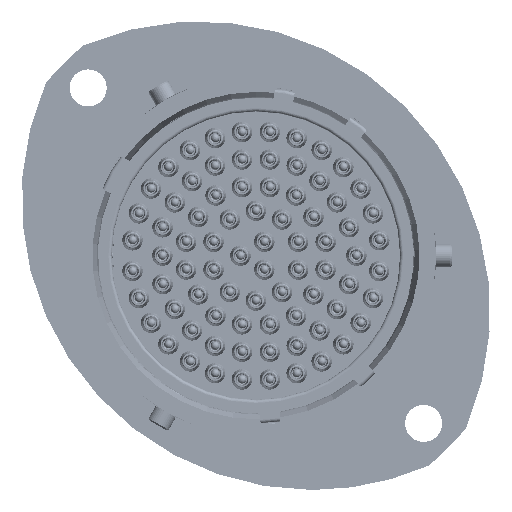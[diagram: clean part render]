
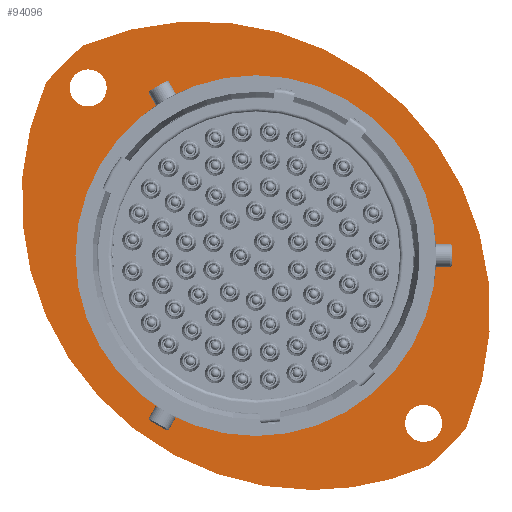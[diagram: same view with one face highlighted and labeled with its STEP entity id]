
A CAD part, left-side view. The second image highlights one B-rep face of the part: STEP entity #94096.
In plain terms, the highlighted planar face has unit normal (-1, 0, 0).
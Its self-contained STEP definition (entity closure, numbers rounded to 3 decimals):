
#488 = CARTESIAN_POINT ( 'NONE',  ( 4.955, 22.618, 13.125 ) ) ;
#1364 = CIRCLE ( 'NONE', #98010, 1.625 ) ;
#6039 = CARTESIAN_POINT ( 'NONE',  ( 4.955, 2.961, 4.992 ) ) ;
#6801 = DIRECTION ( 'NONE',  ( 0., 0., -1. ) ) ;
#6997 = VERTEX_POINT ( 'NONE', #85004 ) ;
#8526 = CARTESIAN_POINT ( 'NONE',  ( 4.955, 22.618, 14.75 ) ) ;
#8612 = CIRCLE ( 'NONE', #131467, 1.625 ) ;
#10798 = EDGE_CURVE ( 'NONE', #6997, #88083, #108191, .T. ) ;
#11168 = VERTEX_POINT ( 'NONE', #75398 ) ;
#16568 = EDGE_CURVE ( 'NONE', #55657, #45283, #57517, .T. ) ;
#18957 = CARTESIAN_POINT ( 'NONE',  ( 4.955, 23.057, 18.465 ) ) ;
#19894 = AXIS2_PLACEMENT_3D ( 'NONE', #63999, #63248, #202542 ) ;
#21212 = ORIENTED_EDGE ( 'NONE', *, *, #87470, .F. ) ;
#23952 = EDGE_CURVE ( 'NONE', #135039, #11168, #214126, .T. ) ;
#25300 = FACE_BOUND ( 'NONE', #208998, .T. ) ;
#25829 = AXIS2_PLACEMENT_3D ( 'NONE', #166752, #149827, #150567 ) ;
#26953 = EDGE_LOOP ( 'NONE', ( #112083, #109226, #72093, #80328, #182842 ) ) ;
#30429 = AXIS2_PLACEMENT_3D ( 'NONE', #6039, #59022, #6801 ) ;
#31195 = CIRCLE ( 'NONE', #74366, 1.625 ) ;
#34893 = ORIENTED_EDGE ( 'NONE', *, *, #80835, .F. ) ;
#36252 = AXIS2_PLACEMENT_3D ( 'NONE', #74596, #195345, #90025 ) ;
#40140 = VERTEX_POINT ( 'NONE', #211014 ) ;
#44954 = CARTESIAN_POINT ( 'NONE',  ( 4.955, -6.797, -14.665 ) ) ;
#45283 = VERTEX_POINT ( 'NONE', #73682 ) ;
#47826 = ORIENTED_EDGE ( 'NONE', *, *, #169790, .F. ) ;
#51356 = VERTEX_POINT ( 'NONE', #98738 ) ;
#55657 = VERTEX_POINT ( 'NONE', #18957 ) ;
#57517 = CIRCLE ( 'NONE', #25829, 23.85 ) ;
#59022 = DIRECTION ( 'NONE',  ( -1., 0., 0. ) ) ;
#60877 = CARTESIAN_POINT ( 'NONE',  ( 4.955, -6.797, -14.665 ) ) ;
#63248 = DIRECTION ( 'NONE',  ( -1., 0., 0. ) ) ;
#63503 = DIRECTION ( 'NONE',  ( 0., 0., -1. ) ) ;
#63999 = CARTESIAN_POINT ( 'NONE',  ( 4.955, 7.911, 0.042 ) ) ;
#66122 = EDGE_CURVE ( 'NONE', #45283, #135039, #182872, .T. ) ;
#70204 = CARTESIAN_POINT ( 'NONE',  ( 4.955, 2.961, -20.508 ) ) ;
#72093 = ORIENTED_EDGE ( 'NONE', *, *, #178863, .T. ) ;
#72925 = VERTEX_POINT ( 'NONE', #223725 ) ;
#73182 = CIRCLE ( 'NONE', #36252, 23.85 ) ;
#73682 = CARTESIAN_POINT ( 'NONE',  ( 4.955, 26.333, 15.189 ) ) ;
#74366 = AXIS2_PLACEMENT_3D ( 'NONE', #8526, #186799, #185248 ) ;
#74596 = CARTESIAN_POINT ( 'NONE',  ( 4.955, 7.911, 0.042 ) ) ;
#75398 = CARTESIAN_POINT ( 'NONE',  ( 4.955, -7.236, -18.38 ) ) ;
#79906 = DIRECTION ( 'NONE',  ( -1., 0., 0. ) ) ;
#80240 = FACE_BOUND ( 'NONE', #121352, .T. ) ;
#80328 = ORIENTED_EDGE ( 'NONE', *, *, #192562, .T. ) ;
#80835 = EDGE_CURVE ( 'NONE', #40140, #130614, #156280, .T. ) ;
#85004 = CARTESIAN_POINT ( 'NONE',  ( 4.955, 7.911, -15.778 ) ) ;
#87470 = EDGE_CURVE ( 'NONE', #130614, #40140, #8612, .T. ) ;
#88083 = VERTEX_POINT ( 'NONE', #169236 ) ;
#90025 = DIRECTION ( 'NONE',  ( 0., 0., 1. ) ) ;
#90406 = AXIS2_PLACEMENT_3D ( 'NONE', #104150, #123320, #210207 ) ;
#93172 = CARTESIAN_POINT ( 'NONE',  ( 4.955, 22.618, 14.75 ) ) ;
#94096 = ADVANCED_FACE ( 'NONE', ( #25300, #80240, #190328, #168300 ), #205609, .F. ) ;
#96920 = CARTESIAN_POINT ( 'NONE',  ( 4.955, 2.961, 4.992 ) ) ;
#98010 = AXIS2_PLACEMENT_3D ( 'NONE', #93172, #165391, #180680 ) ;
#98402 = AXIS2_PLACEMENT_3D ( 'NONE', #60877, #180772, #200881 ) ;
#98738 = CARTESIAN_POINT ( 'NONE',  ( 4.955, 22.618, 16.375 ) ) ;
#104150 = CARTESIAN_POINT ( 'NONE',  ( 4.955, 23.731, 0.042 ) ) ;
#104921 = EDGE_CURVE ( 'NONE', #88083, #6997, #171728, .T. ) ;
#108191 = CIRCLE ( 'NONE', #19894, 15.82 ) ;
#109226 = ORIENTED_EDGE ( 'NONE', *, *, #23952, .T. ) ;
#110726 = VERTEX_POINT ( 'NONE', #488 ) ;
#112083 = ORIENTED_EDGE ( 'NONE', *, *, #66122, .T. ) ;
#115416 = DIRECTION ( 'NONE',  ( 0., 0., -1. ) ) ;
#118205 = DIRECTION ( 'NONE',  ( -1., 0., 0. ) ) ;
#121352 = EDGE_LOOP ( 'NONE', ( #21212, #34893 ) ) ;
#123320 = DIRECTION ( 'NONE',  ( 1., 0., 0. ) ) ;
#130614 = VERTEX_POINT ( 'NONE', #159181 ) ;
#131271 = DIRECTION ( 'NONE',  ( -1., 0., 0. ) ) ;
#131467 = AXIS2_PLACEMENT_3D ( 'NONE', #44954, #131271, #201164 ) ;
#131749 = CARTESIAN_POINT ( 'NONE',  ( 4.955, 7.911, 0.042 ) ) ;
#135039 = VERTEX_POINT ( 'NONE', #70204 ) ;
#138255 = EDGE_LOOP ( 'NONE', ( #162508, #176053 ) ) ;
#147620 = CIRCLE ( 'NONE', #226433, 25.5 ) ;
#149827 = DIRECTION ( 'NONE',  ( -1., 0., 0. ) ) ;
#150567 = DIRECTION ( 'NONE',  ( 0., 0., 1. ) ) ;
#156280 = CIRCLE ( 'NONE', #98402, 1.625 ) ;
#158809 = AXIS2_PLACEMENT_3D ( 'NONE', #131749, #203172, #167039 ) ;
#159181 = CARTESIAN_POINT ( 'NONE',  ( 4.955, -6.797, -16.29 ) ) ;
#162508 = ORIENTED_EDGE ( 'NONE', *, *, #104921, .F. ) ;
#162934 = ORIENTED_EDGE ( 'NONE', *, *, #169826, .F. ) ;
#165391 = DIRECTION ( 'NONE',  ( -1., 0., 0. ) ) ;
#166752 = CARTESIAN_POINT ( 'NONE',  ( 4.955, 7.911, 0.042 ) ) ;
#167039 = DIRECTION ( 'NONE',  ( 0., 0., 1. ) ) ;
#168300 = FACE_OUTER_BOUND ( 'NONE', #26953, .T. ) ;
#169236 = CARTESIAN_POINT ( 'NONE',  ( 4.955, 7.911, 15.862 ) ) ;
#169790 = EDGE_CURVE ( 'NONE', #110726, #51356, #1364, .T. ) ;
#169826 = EDGE_CURVE ( 'NONE', #51356, #110726, #31195, .T. ) ;
#171728 = CIRCLE ( 'NONE', #158809, 15.82 ) ;
#172631 = AXIS2_PLACEMENT_3D ( 'NONE', #96920, #79906, #115416 ) ;
#176053 = ORIENTED_EDGE ( 'NONE', *, *, #10798, .F. ) ;
#178863 = EDGE_CURVE ( 'NONE', #11168, #72925, #73182, .T. ) ;
#180680 = DIRECTION ( 'NONE',  ( 0., 0., -1. ) ) ;
#180772 = DIRECTION ( 'NONE',  ( -1., 0., 0. ) ) ;
#182842 = ORIENTED_EDGE ( 'NONE', *, *, #16568, .T. ) ;
#182872 = CIRCLE ( 'NONE', #30429, 25.5 ) ;
#185248 = DIRECTION ( 'NONE',  ( 0., 0., -1. ) ) ;
#186799 = DIRECTION ( 'NONE',  ( -1., 0., 0. ) ) ;
#190328 = FACE_BOUND ( 'NONE', #138255, .T. ) ;
#192562 = EDGE_CURVE ( 'NONE', #72925, #55657, #147620, .T. ) ;
#195345 = DIRECTION ( 'NONE',  ( -1., 0., 0. ) ) ;
#200881 = DIRECTION ( 'NONE',  ( 0., 0., -1. ) ) ;
#201164 = DIRECTION ( 'NONE',  ( 0., 0., -1. ) ) ;
#202542 = DIRECTION ( 'NONE',  ( 0., 0., 1. ) ) ;
#203172 = DIRECTION ( 'NONE',  ( -1., 0., 0. ) ) ;
#205051 = CARTESIAN_POINT ( 'NONE',  ( 4.955, 12.86, -4.907 ) ) ;
#205609 = PLANE ( 'NONE',  #90406 ) ;
#208998 = EDGE_LOOP ( 'NONE', ( #47826, #162934 ) ) ;
#210207 = DIRECTION ( 'NONE',  ( 0., 0., -1. ) ) ;
#211014 = CARTESIAN_POINT ( 'NONE',  ( 4.955, -6.797, -13.04 ) ) ;
#214126 = CIRCLE ( 'NONE', #172631, 25.5 ) ;
#223725 = CARTESIAN_POINT ( 'NONE',  ( 4.955, -10.512, -15.104 ) ) ;
#226433 = AXIS2_PLACEMENT_3D ( 'NONE', #205051, #118205, #63503 ) ;
